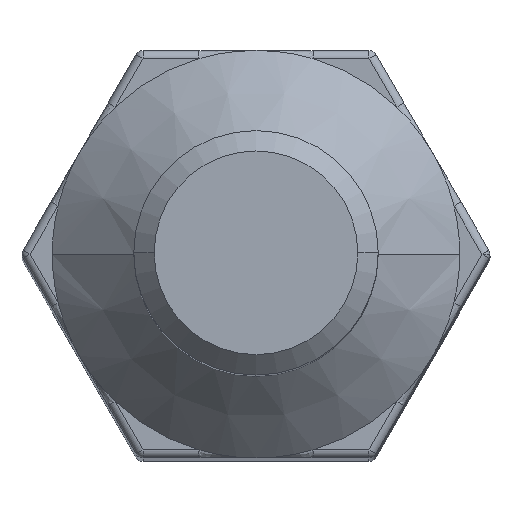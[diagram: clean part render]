
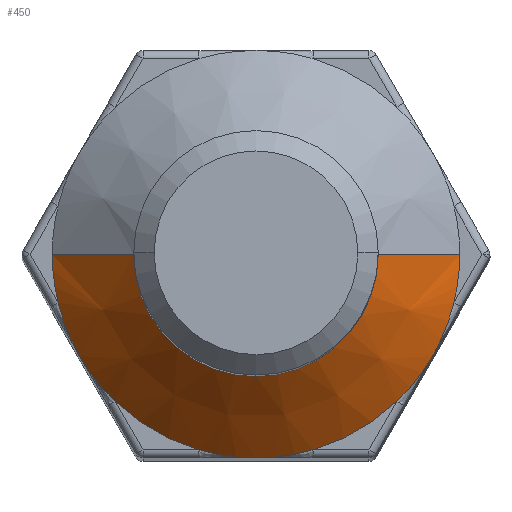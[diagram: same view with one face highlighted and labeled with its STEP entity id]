
A CAD part, top view. The second image highlights one B-rep face of the part: STEP entity #450.
In plain terms, the highlighted conical face has half-angle 45 degrees and reference radius 1.5 mm.
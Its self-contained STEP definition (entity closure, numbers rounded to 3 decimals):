
#50 = CARTESIAN_POINT ( 'NONE',  ( 0.7, -2.4, 0. ) ) ;
#62 = EDGE_CURVE ( 'NONE', #2154, #738, #1035, .T. ) ;
#72 = DIRECTION ( 'NONE',  ( 0., 0., -1. ) ) ;
#80 = DIRECTION ( 'NONE',  ( 1., 0., 0. ) ) ;
#89 = DIRECTION ( 'NONE',  ( 0., 0., 1. ) ) ;
#96 = CARTESIAN_POINT ( 'NONE',  ( 0., 0., 0. ) ) ;
#98 = DIRECTION ( 'NONE',  ( 0., 0., 1. ) ) ;
#105 = CARTESIAN_POINT ( 'NONE',  ( 0., -2.5, 0. ) ) ;
#120 = EDGE_CURVE ( 'NONE', #2154, #1008, #955, .T. ) ;
#133 = EDGE_CURVE ( 'NONE', #1888, #1585, #933, .T. ) ;
#136 = EDGE_CURVE ( 'NONE', #1585, #1595, #922, .T. ) ;
#145 = EDGE_CURVE ( 'NONE', #1595, #1778, #905, .T. ) ;
#155 = EDGE_CURVE ( 'NONE', #1778, #1226, #893, .T. ) ;
#167 = EDGE_CURVE ( 'NONE', #1226, #542, #916, .T. ) ;
#169 = EDGE_CURVE ( 'NONE', #542, #1355, #866, .T. ) ;
#178 = EDGE_CURVE ( 'NONE', #1355, #1698, #865, .T. ) ;
#183 = CARTESIAN_POINT ( 'NONE',  ( -1.5, 0., 1. ) ) ;
#190 = EDGE_CURVE ( 'NONE', #1698, #1916, #876, .T. ) ;
#204 = EDGE_CURVE ( 'NONE', #1916, #1685, #854, .T. ) ;
#210 = EDGE_CURVE ( 'NONE', #1685, #738, #831, .T. ) ;
#312 = CARTESIAN_POINT ( 'NONE',  ( 2.5, 0., 0. ) ) ;
#366 = DIRECTION ( 'NONE',  ( 1., 0., 0. ) ) ;
#374 = CARTESIAN_POINT ( 'NONE',  ( 0., 0., 0. ) ) ;
#379 = DIRECTION ( 'NONE',  ( 1., 0., 0. ) ) ;
#385 = CARTESIAN_POINT ( 'NONE',  ( 0., 0., 0. ) ) ;
#417 = VECTOR ( 'NONE', #2098, 1000. ) ;
#450 = ADVANCED_FACE ( 'NONE', ( #572 ), #478, .T. ) ;
#478 = CONICAL_SURFACE ( 'NONE', #1493, 1.5, 0.785 ) ;
#484 = EDGE_CURVE ( 'NONE', #1008, #1888, #534, .T. ) ;
#522 = DIRECTION ( 'NONE',  ( 1., 0., 0. ) ) ;
#532 = DIRECTION ( 'NONE',  ( 0., 0., 1. ) ) ;
#533 = DIRECTION ( 'NONE',  ( 1., 0., 0. ) ) ;
#534 = LINE ( 'NONE', #976, #417 ) ;
#542 = VERTEX_POINT ( 'NONE', #105 ) ;
#572 = FACE_OUTER_BOUND ( 'NONE', #1763, .T. ) ;
#707 = CARTESIAN_POINT ( 'NONE',  ( -2.5, 0., 0. ) ) ;
#738 = VERTEX_POINT ( 'NONE', #312 ) ;
#742 = DIRECTION ( 'NONE',  ( 0., 0., 1. ) ) ;
#831 = CIRCLE ( 'NONE', #1991, 2.5 ) ;
#854 = CIRCLE ( 'NONE', #1994, 2.5 ) ;
#865 = CIRCLE ( 'NONE', #2004, 2.5 ) ;
#866 = CIRCLE ( 'NONE', #2009, 2.5 ) ;
#876 = CIRCLE ( 'NONE', #1996, 2.5 ) ;
#893 = CIRCLE ( 'NONE', #2019, 2.5 ) ;
#905 = CIRCLE ( 'NONE', #2042, 2.5 ) ;
#916 = CIRCLE ( 'NONE', #2014, 2.5 ) ;
#922 = CIRCLE ( 'NONE', #2046, 2.5 ) ;
#923 = CARTESIAN_POINT ( 'NONE',  ( -2.428, -0.594, 0. ) ) ;
#931 = CARTESIAN_POINT ( 'NONE',  ( 0., 0., 0. ) ) ;
#933 = CIRCLE ( 'NONE', #2062, 2.5 ) ;
#955 = CIRCLE ( 'NONE', #2084, 1.5 ) ;
#965 = CARTESIAN_POINT ( 'NONE',  ( 0., 0., 0. ) ) ;
#976 = CARTESIAN_POINT ( 'NONE',  ( -1.5, 0., 1. ) ) ;
#1008 = VERTEX_POINT ( 'NONE', #183 ) ;
#1022 = VECTOR ( 'NONE', #1687, 1000. ) ;
#1035 = LINE ( 'NONE', #1871, #1022 ) ;
#1119 = CARTESIAN_POINT ( 'NONE',  ( -2.165, -1.25, 0. ) ) ;
#1137 = CARTESIAN_POINT ( 'NONE',  ( 1.5, 0., 1. ) ) ;
#1147 = DIRECTION ( 'NONE',  ( 0., 0., 1. ) ) ;
#1148 = CARTESIAN_POINT ( 'NONE',  ( 0., 0., 0. ) ) ;
#1162 = DIRECTION ( 'NONE',  ( 1., 0., 0. ) ) ;
#1226 = VERTEX_POINT ( 'NONE', #1373 ) ;
#1355 = VERTEX_POINT ( 'NONE', #50 ) ;
#1358 = DIRECTION ( 'NONE',  ( 1., 0., 0. ) ) ;
#1361 = DIRECTION ( 'NONE',  ( 1., 0., 0. ) ) ;
#1373 = CARTESIAN_POINT ( 'NONE',  ( -0.7, -2.4, 0. ) ) ;
#1395 = ORIENTED_EDGE ( 'NONE', *, *, #120, .T. ) ;
#1398 = ORIENTED_EDGE ( 'NONE', *, *, #484, .T. ) ;
#1410 = DIRECTION ( 'NONE',  ( -1., 0., 0. ) ) ;
#1459 = ORIENTED_EDGE ( 'NONE', *, *, #62, .F. ) ;
#1468 = ORIENTED_EDGE ( 'NONE', *, *, #133, .T. ) ;
#1470 = ORIENTED_EDGE ( 'NONE', *, *, #136, .T. ) ;
#1478 = ORIENTED_EDGE ( 'NONE', *, *, #145, .T. ) ;
#1488 = ORIENTED_EDGE ( 'NONE', *, *, #155, .T. ) ;
#1490 = ORIENTED_EDGE ( 'NONE', *, *, #167, .T. ) ;
#1493 = AXIS2_PLACEMENT_3D ( 'NONE', #1724, #72, #1903 ) ;
#1506 = ORIENTED_EDGE ( 'NONE', *, *, #169, .T. ) ;
#1507 = ORIENTED_EDGE ( 'NONE', *, *, #178, .T. ) ;
#1516 = ORIENTED_EDGE ( 'NONE', *, *, #190, .T. ) ;
#1522 = ORIENTED_EDGE ( 'NONE', *, *, #204, .T. ) ;
#1528 = CARTESIAN_POINT ( 'NONE',  ( 2.428, -0.594, 0. ) ) ;
#1532 = ORIENTED_EDGE ( 'NONE', *, *, #210, .T. ) ;
#1536 = CARTESIAN_POINT ( 'NONE',  ( 2.165, -1.25, 0. ) ) ;
#1544 = DIRECTION ( 'NONE',  ( 0., 0., 1. ) ) ;
#1563 = CARTESIAN_POINT ( 'NONE',  ( 0., 0., 0. ) ) ;
#1585 = VERTEX_POINT ( 'NONE', #923 ) ;
#1595 = VERTEX_POINT ( 'NONE', #1119 ) ;
#1598 = CARTESIAN_POINT ( 'NONE',  ( 0., 0., 1. ) ) ;
#1685 = VERTEX_POINT ( 'NONE', #1528 ) ;
#1687 = DIRECTION ( 'NONE',  ( 0.707, 0., -0.707 ) ) ;
#1698 = VERTEX_POINT ( 'NONE', #2218 ) ;
#1724 = CARTESIAN_POINT ( 'NONE',  ( 0., 0., 1. ) ) ;
#1740 = DIRECTION ( 'NONE',  ( 1., 0., 0. ) ) ;
#1750 = DIRECTION ( 'NONE',  ( 0., 0., 1. ) ) ;
#1752 = DIRECTION ( 'NONE',  ( 0., 0., 1. ) ) ;
#1763 = EDGE_LOOP ( 'NONE', ( #1459, #1395, #1398, #1468, #1470, #1478, #1488, #1490, #1506, #1507, #1516, #1522, #1532 ) ) ;
#1767 = CARTESIAN_POINT ( 'NONE',  ( 0., 0., 0. ) ) ;
#1778 = VERTEX_POINT ( 'NONE', #2071 ) ;
#1871 = CARTESIAN_POINT ( 'NONE',  ( 1.5, 0., 1. ) ) ;
#1888 = VERTEX_POINT ( 'NONE', #707 ) ;
#1903 = DIRECTION ( 'NONE',  ( -1., 0., 0. ) ) ;
#1914 = CARTESIAN_POINT ( 'NONE',  ( 0., 0., 0. ) ) ;
#1916 = VERTEX_POINT ( 'NONE', #1536 ) ;
#1933 = DIRECTION ( 'NONE',  ( 1., 0., 0. ) ) ;
#1989 = DIRECTION ( 'NONE',  ( 0., 0., -1. ) ) ;
#1991 = AXIS2_PLACEMENT_3D ( 'NONE', #965, #2250, #1162 ) ;
#1994 = AXIS2_PLACEMENT_3D ( 'NONE', #385, #1752, #533 ) ;
#1996 = AXIS2_PLACEMENT_3D ( 'NONE', #1148, #98, #1361 ) ;
#2004 = AXIS2_PLACEMENT_3D ( 'NONE', #1767, #1147, #379 ) ;
#2009 = AXIS2_PLACEMENT_3D ( 'NONE', #96, #89, #80 ) ;
#2014 = AXIS2_PLACEMENT_3D ( 'NONE', #931, #532, #522 ) ;
#2019 = AXIS2_PLACEMENT_3D ( 'NONE', #1563, #1544, #1358 ) ;
#2042 = AXIS2_PLACEMENT_3D ( 'NONE', #1914, #1750, #1740 ) ;
#2046 = AXIS2_PLACEMENT_3D ( 'NONE', #374, #742, #366 ) ;
#2062 = AXIS2_PLACEMENT_3D ( 'NONE', #2100, #2091, #1933 ) ;
#2071 = CARTESIAN_POINT ( 'NONE',  ( -1.728, -1.806, 0. ) ) ;
#2084 = AXIS2_PLACEMENT_3D ( 'NONE', #1598, #1989, #1410 ) ;
#2091 = DIRECTION ( 'NONE',  ( 0., 0., 1. ) ) ;
#2098 = DIRECTION ( 'NONE',  ( -0.707, 0., -0.707 ) ) ;
#2100 = CARTESIAN_POINT ( 'NONE',  ( 0., 0., 0. ) ) ;
#2154 = VERTEX_POINT ( 'NONE', #1137 ) ;
#2218 = CARTESIAN_POINT ( 'NONE',  ( 1.728, -1.806, 0. ) ) ;
#2250 = DIRECTION ( 'NONE',  ( 0., 0., 1. ) ) ;
